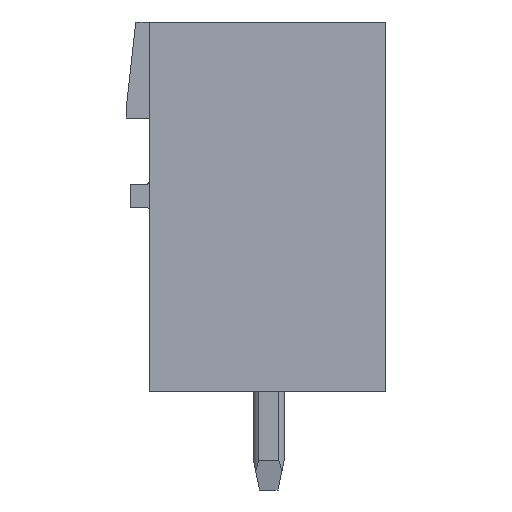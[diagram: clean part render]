
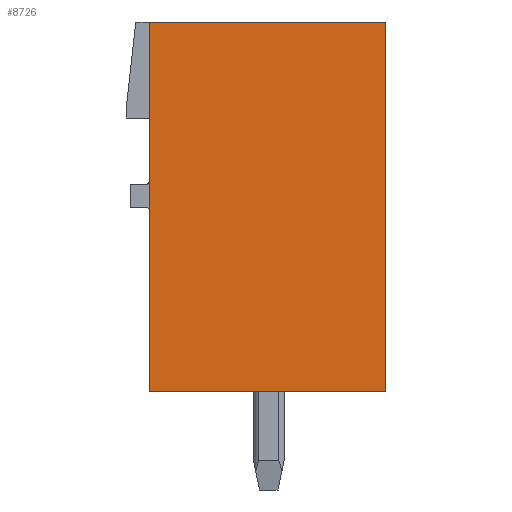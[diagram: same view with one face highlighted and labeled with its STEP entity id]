
A CAD part, left-side view. The second image highlights one B-rep face of the part: STEP entity #8726.
In plain terms, the highlighted planar face has unit normal (-1, 0, 0).
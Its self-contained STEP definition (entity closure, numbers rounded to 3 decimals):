
#8718=AXIS2_PLACEMENT_3D('Plane Axis2P3D',#8715,#8716,#8717) ;
#49=CARTESIAN_POINT('Vertex',(0.,0.,15.2)) ;
#52=CARTESIAN_POINT('Line Origine',(0.,0.,9.2)) ;
#56=CARTESIAN_POINT('Vertex',(0.,0.,3.2)) ;
#115=CARTESIAN_POINT('Vertex',(0.,7.68,15.2)) ;
#118=CARTESIAN_POINT('Line Origine',(0.,3.84,15.2)) ;
#1928=CARTESIAN_POINT('Vertex',(0.,7.68,3.2)) ;
#1931=CARTESIAN_POINT('Line Origine',(0.,7.68,9.2)) ;
#2213=CARTESIAN_POINT('Line Origine',(0.,3.84,3.2)) ;
#8715=CARTESIAN_POINT('Axis2P3D Location',(0.,0.,0.)) ;
#53=DIRECTION('Vector Direction',(0.,0.,-1.)) ;
#119=DIRECTION('Vector Direction',(0.,-1.,0.)) ;
#1932=DIRECTION('Vector Direction',(0.,0.,-1.)) ;
#2214=DIRECTION('Vector Direction',(0.,1.,0.)) ;
#8716=DIRECTION('Axis2P3D Direction',(-1.,0.,0.)) ;
#8717=DIRECTION('Axis2P3D XDirection',(0.,0.,1.)) ;
#54=VECTOR('Line Direction',#53,1.) ;
#120=VECTOR('Line Direction',#119,1.) ;
#1933=VECTOR('Line Direction',#1932,1.) ;
#2215=VECTOR('Line Direction',#2214,1.) ;
#8721=ORIENTED_EDGE('',*,*,#122,.T.) ;
#8722=ORIENTED_EDGE('',*,*,#1935,.T.) ;
#8723=ORIENTED_EDGE('',*,*,#2217,.T.) ;
#8724=ORIENTED_EDGE('',*,*,#58,.T.) ;
#8726=ADVANCED_FACE('HOUSING',(#8725),#8719,.T.) ;
#58=EDGE_CURVE('',#57,#50,#55,.F.) ;
#122=EDGE_CURVE('',#50,#116,#121,.F.) ;
#1935=EDGE_CURVE('',#116,#1929,#1934,.T.) ;
#2217=EDGE_CURVE('',#1929,#57,#2216,.F.) ;
#8720=EDGE_LOOP('',(#8721,#8722,#8723,#8724)) ;
#8725=FACE_OUTER_BOUND('',#8720,.T.) ;
#55=LINE('Line',#52,#54) ;
#121=LINE('Line',#118,#120) ;
#1934=LINE('Line',#1931,#1933) ;
#2216=LINE('Line',#2213,#2215) ;
#8719=PLANE('',#8718) ;
#50=VERTEX_POINT('',#49) ;
#57=VERTEX_POINT('',#56) ;
#116=VERTEX_POINT('',#115) ;
#1929=VERTEX_POINT('',#1928) ;
